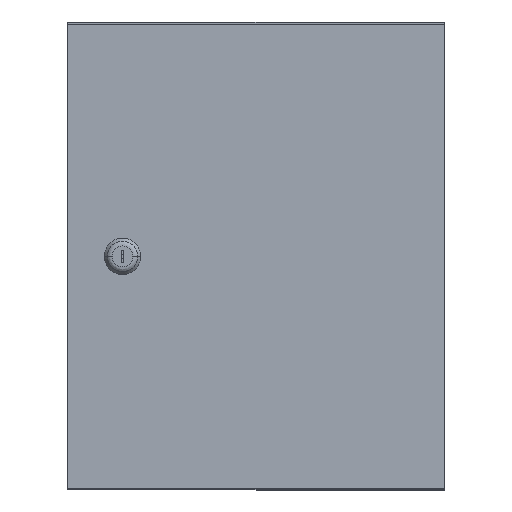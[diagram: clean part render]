
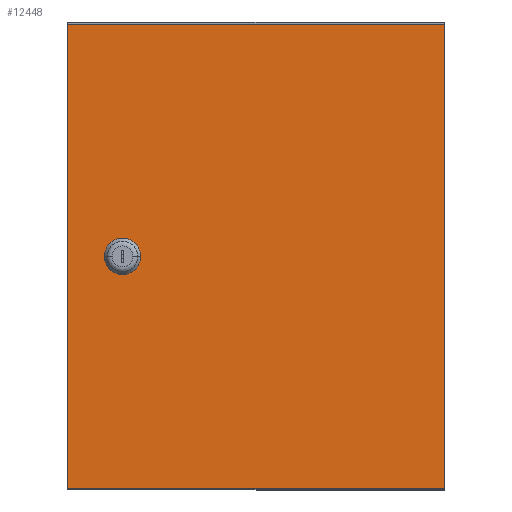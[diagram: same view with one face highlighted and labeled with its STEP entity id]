
A CAD part, top view. The second image highlights one B-rep face of the part: STEP entity #12448.
In plain terms, the highlighted planar face has unit normal (0, 0, 1).
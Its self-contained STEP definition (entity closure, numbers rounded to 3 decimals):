
#76 = DIRECTION ( 'NONE',  ( 0., 0., 1. ) ) ;
#403 = EDGE_CURVE ( 'NONE', #3482, #7738, #477, .T. ) ;
#477 = LINE ( 'NONE', #12209, #12505 ) ;
#594 = VECTOR ( 'NONE', #5832, 1000. ) ;
#659 = AXIS2_PLACEMENT_3D ( 'NONE', #4110, #5386, #10516 ) ;
#1074 = AXIS2_PLACEMENT_3D ( 'NONE', #2166, #6335, #7583 ) ;
#1720 = DIRECTION ( 'NONE',  ( -1., 0., 0. ) ) ;
#1878 = CARTESIAN_POINT ( 'NONE',  ( 165., 203., 0. ) ) ;
#2037 = CARTESIAN_POINT ( 'NONE',  ( 165., -203., 0. ) ) ;
#2166 = CARTESIAN_POINT ( 'NONE',  ( -117., 0., 0. ) ) ;
#2424 = EDGE_CURVE ( 'NONE', #10986, #3482, #8443, .T. ) ;
#2944 = VECTOR ( 'NONE', #9649, 1000. ) ;
#3221 = LINE ( 'NONE', #12268, #594 ) ;
#3482 = VERTEX_POINT ( 'NONE', #2037 ) ;
#3557 = ORIENTED_EDGE ( 'NONE', *, *, #2424, .F. ) ;
#3973 = EDGE_CURVE ( 'NONE', #12443, #4368, #6701, .T. ) ;
#4110 = CARTESIAN_POINT ( 'NONE',  ( -165., 203., 0. ) ) ;
#4269 = FACE_OUTER_BOUND ( 'NONE', #9883, .T. ) ;
#4368 = VERTEX_POINT ( 'NONE', #15083 ) ;
#4517 = DIRECTION ( 'NONE',  ( 0., -1., 0. ) ) ;
#4766 = LINE ( 'NONE', #12372, #2944 ) ;
#5012 = EDGE_CURVE ( 'NONE', #4368, #12443, #13754, .T. ) ;
#5230 = CARTESIAN_POINT ( 'NONE',  ( -117., 0., 0. ) ) ;
#5319 = ORIENTED_EDGE ( 'NONE', *, *, #6271, .T. ) ;
#5386 = DIRECTION ( 'NONE',  ( 0., 0., 1. ) ) ;
#5701 = CARTESIAN_POINT ( 'NONE',  ( -133., 0., 0. ) ) ;
#5832 = DIRECTION ( 'NONE',  ( -1., 0., 0. ) ) ;
#6113 = VERTEX_POINT ( 'NONE', #13041 ) ;
#6271 = EDGE_CURVE ( 'NONE', #10986, #6113, #3221, .T. ) ;
#6335 = DIRECTION ( 'NONE',  ( 0., 0., 1. ) ) ;
#6701 = CIRCLE ( 'NONE', #11569, 16. ) ;
#7439 = EDGE_LOOP ( 'NONE', ( #16726, #13199 ) ) ;
#7583 = DIRECTION ( 'NONE',  ( 1., 0., 0. ) ) ;
#7738 = VERTEX_POINT ( 'NONE', #10318 ) ;
#8443 = LINE ( 'NONE', #1878, #8741 ) ;
#8741 = VECTOR ( 'NONE', #4517, 1000. ) ;
#9649 = DIRECTION ( 'NONE',  ( 0., -1., 0. ) ) ;
#9883 = EDGE_LOOP ( 'NONE', ( #14138, #3557, #5319, #9979 ) ) ;
#9979 = ORIENTED_EDGE ( 'NONE', *, *, #14773, .T. ) ;
#10318 = CARTESIAN_POINT ( 'NONE',  ( -165., -203., 0. ) ) ;
#10516 = DIRECTION ( 'NONE',  ( 1., 0., 0. ) ) ;
#10986 = VERTEX_POINT ( 'NONE', #16158 ) ;
#11569 = AXIS2_PLACEMENT_3D ( 'NONE', #5230, #76, #15389 ) ;
#11796 = PLANE ( 'NONE',  #659 ) ;
#12209 = CARTESIAN_POINT ( 'NONE',  ( -165., -203., 0. ) ) ;
#12268 = CARTESIAN_POINT ( 'NONE',  ( -165., 203., 0. ) ) ;
#12372 = CARTESIAN_POINT ( 'NONE',  ( -165., 203., 0. ) ) ;
#12443 = VERTEX_POINT ( 'NONE', #5701 ) ;
#12448 = ADVANCED_FACE ( 'NONE', ( #4269, #14767 ), #11796, .T. ) ;
#12505 = VECTOR ( 'NONE', #1720, 1000. ) ;
#13041 = CARTESIAN_POINT ( 'NONE',  ( -165., 203., 0. ) ) ;
#13199 = ORIENTED_EDGE ( 'NONE', *, *, #3973, .F. ) ;
#13754 = CIRCLE ( 'NONE', #1074, 16. ) ;
#14138 = ORIENTED_EDGE ( 'NONE', *, *, #403, .F. ) ;
#14767 = FACE_BOUND ( 'NONE', #7439, .T. ) ;
#14773 = EDGE_CURVE ( 'NONE', #6113, #7738, #4766, .T. ) ;
#15083 = CARTESIAN_POINT ( 'NONE',  ( -101., 0., 0. ) ) ;
#15389 = DIRECTION ( 'NONE',  ( 1., 0., 0. ) ) ;
#16158 = CARTESIAN_POINT ( 'NONE',  ( 165., 203., 0. ) ) ;
#16726 = ORIENTED_EDGE ( 'NONE', *, *, #5012, .F. ) ;
